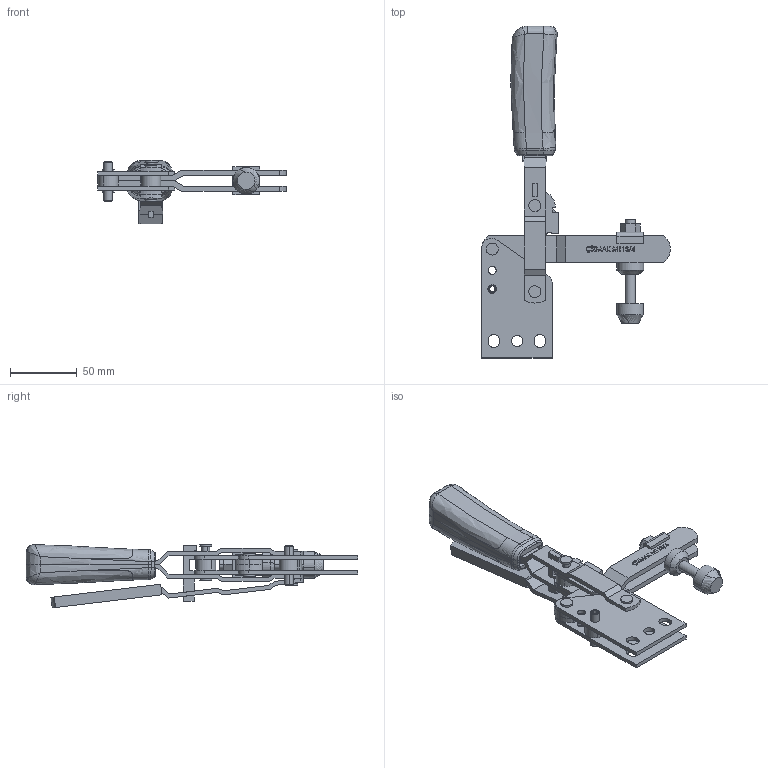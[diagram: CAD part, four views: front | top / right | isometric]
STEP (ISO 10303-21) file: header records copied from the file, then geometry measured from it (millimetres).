
FILE_DESCRIPTION (( 'STEP AP214' ), '1' );
FILE_NAME ('M11S-4.STEP', '2021-12-21T05:35:22', ( '' ), ( '' ), 'SwSTEP 2.0', 'SolidWorks 2015', '' );
FILE_SCHEMA (( 'AUTOMOTIVE_DESIGN' ));
Length unit declared in the file: millimetre
Products named in the file (20): M11S-4; 802S-4-1; 802S-4-8; 802S-4-20; 802S-4-6; 802S-4-5; 4; 802S-4-15; 802S-4-10; 802S-4-16; 802S-4-3; 802S-4-17; 802S-4-2; 802S-4-14; 802S-4-9_2; 802S-4-9; 802S-4-4_2; 802S-4-7; 802S-4-11; 802S-4-4
Assembly tree (24 placements, depth 2):
  M11S-4
    802S-4-3  x2
    802S-4-7  x3
    802S-4-4_2
    802S-4-4
    802S-4-9
    802S-4-9_2
    802S-4-5
    802S-4-14  x2
    802S-4-17  x2
    802S-4-16
    802S-4-15
    802S-4-6
    802S-4-11
    802S-4-10
    802S-4-20
    802S-4-2
    802S-4-8
    802S-4-1
    4
Bounding box: 141.73 x 249.01 x 47.89 mm (x, y, z)
Volume: 173699.1 mm3; surface area: 84661.6 mm2
Topology: 24 solids, 24 shells, 562 faces, 1420 edges, 930 vertices
Faces by surface type: plane 319, cylinder 140, bspline 97, cone 6
Entity records: 26505 total; most frequent: CARTESIAN_POINT 8314, ORIENTED_EDGE 2572, DIRECTION 2162, EDGE_CURVE 1286, LINE 858, VECTOR 858, VERTEX_POINT 842, AXIS2_PLACEMENT_3D 652
